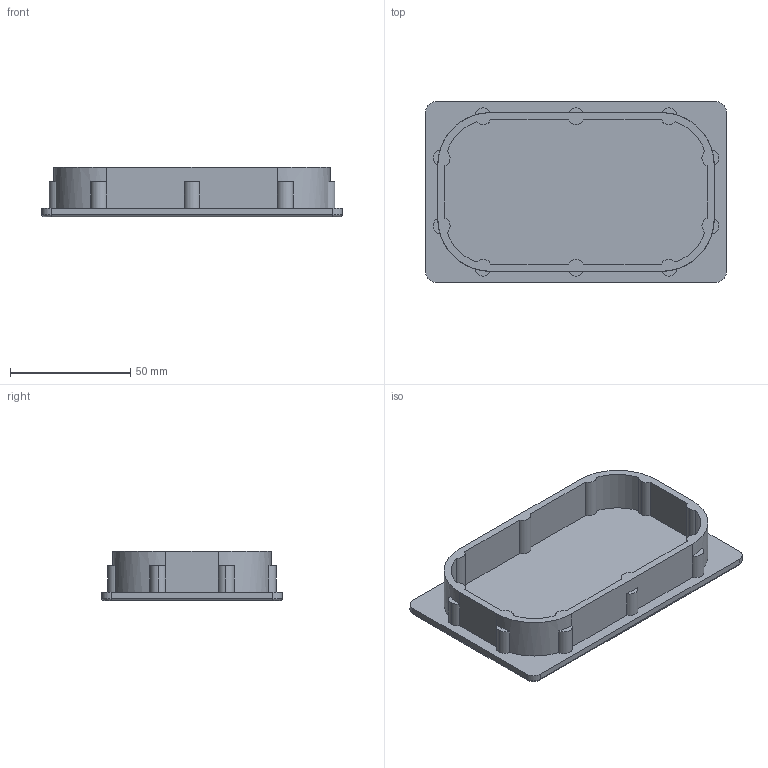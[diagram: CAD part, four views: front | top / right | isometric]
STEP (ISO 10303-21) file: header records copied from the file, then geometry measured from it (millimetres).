
FILE_DESCRIPTION (( 'STEP AP214' ), '1' );
FILE_NAME ('70431-Rectangle Plug Smooth White 125x75mm.STEP', '2018-12-21T02:54:28', ( '' ), ( '' ), 'SwSTEP 2.0', 'SolidWorks 2018', '' );
FILE_SCHEMA (( 'AUTOMOTIVE_DESIGN' ));
Length unit declared in the file: millimetre
Products named in the file (1): 70431-Rectangle Plug Smooth White 125x75mm
Bounding box: 125 x 75 x 20.5 mm (x, y, z)
Volume: 51198.1 mm3; surface area: 31106.8 mm2
Topology: 1 solids, 1 shells, 325 faces, 872 edges, 576 vertices
Faces by surface type: plane 188, bspline 93, cylinder 40, torus 4
Entity records: 15374 total; most frequent: CARTESIAN_POINT 7755, ORIENTED_EDGE 1744, DIRECTION 1244, EDGE_CURVE 872, LINE 594, VECTOR 594, VERTEX_POINT 576, EDGE_LOOP 352
